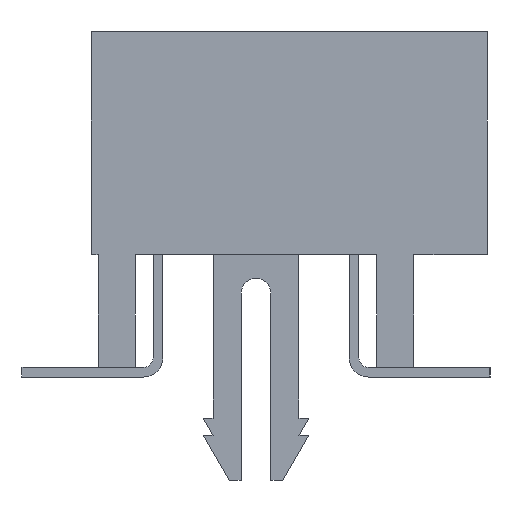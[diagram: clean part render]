
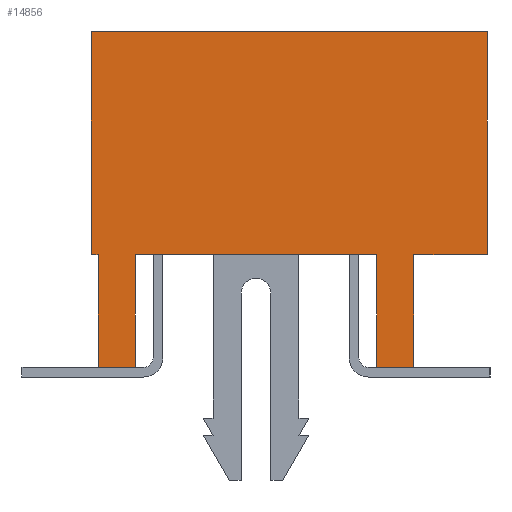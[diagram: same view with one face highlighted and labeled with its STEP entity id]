
A CAD part, left-side view. The second image highlights one B-rep face of the part: STEP entity #14856.
In plain terms, the highlighted planar face has unit normal (-1, 0, 0).
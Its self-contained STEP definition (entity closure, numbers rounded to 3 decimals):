
#824=FACE_OUTER_BOUND('',#1717,.T.);
#1717=EDGE_LOOP('',(#12048,#12049,#12050,#12051,#12052,#12053,#12054,#12055,
#12056,#12057,#12058,#12059));
#2985=LINE('',#21933,#4970);
#3117=LINE('',#22198,#5102);
#3134=LINE('',#22232,#5119);
#3222=LINE('',#22409,#5207);
#3319=LINE('',#22599,#5304);
#3358=LINE('',#22677,#5343);
#3359=LINE('',#22679,#5344);
#3360=LINE('',#22680,#5345);
#3361=LINE('',#22682,#5346);
#3362=LINE('',#22683,#5347);
#3363=LINE('',#22684,#5348);
#3364=LINE('',#22685,#5349);
#4970=VECTOR('',#17973,1000.);
#5102=VECTOR('',#18107,1000.);
#5119=VECTOR('',#18126,1000.);
#5207=VECTOR('',#18216,1000.);
#5304=VECTOR('',#18477,1000.);
#5343=VECTOR('',#18518,1000.);
#5344=VECTOR('',#18519,1000.);
#5345=VECTOR('',#18520,1000.);
#5346=VECTOR('',#18521,1000.);
#5347=VECTOR('',#18522,1000.);
#5348=VECTOR('',#18523,1000.);
#5349=VECTOR('',#18524,1000.);
#6673=VERTEX_POINT('',#21931);
#6674=VERTEX_POINT('',#21932);
#6805=VERTEX_POINT('',#22195);
#6806=VERTEX_POINT('',#22197);
#6821=VERTEX_POINT('',#22229);
#6822=VERTEX_POINT('',#22231);
#6909=VERTEX_POINT('',#22406);
#6910=VERTEX_POINT('',#22408);
#6921=VERTEX_POINT('',#22597);
#6959=VERTEX_POINT('',#22676);
#6960=VERTEX_POINT('',#22678);
#6961=VERTEX_POINT('',#22681);
#8377=EDGE_CURVE('',#6673,#6674,#2985,.T.);
#8509=EDGE_CURVE('',#6806,#6805,#3117,.T.);
#8526=EDGE_CURVE('',#6821,#6822,#3134,.T.);
#8614=EDGE_CURVE('',#6910,#6909,#3222,.T.);
#8711=EDGE_CURVE('',#6921,#6909,#3319,.T.);
#8750=EDGE_CURVE('',#6822,#6959,#3358,.T.);
#8751=EDGE_CURVE('',#6960,#6821,#3359,.T.);
#8752=EDGE_CURVE('',#6806,#6960,#3360,.T.);
#8753=EDGE_CURVE('',#6805,#6961,#3361,.T.);
#8754=EDGE_CURVE('',#6961,#6673,#3362,.T.);
#8755=EDGE_CURVE('',#6674,#6910,#3363,.T.);
#8756=EDGE_CURVE('',#6959,#6921,#3364,.T.);
#12048=ORIENTED_EDGE('',*,*,#8750,.F.);
#12049=ORIENTED_EDGE('',*,*,#8526,.F.);
#12050=ORIENTED_EDGE('',*,*,#8751,.F.);
#12051=ORIENTED_EDGE('',*,*,#8752,.F.);
#12052=ORIENTED_EDGE('',*,*,#8509,.T.);
#12053=ORIENTED_EDGE('',*,*,#8753,.T.);
#12054=ORIENTED_EDGE('',*,*,#8754,.T.);
#12055=ORIENTED_EDGE('',*,*,#8377,.T.);
#12056=ORIENTED_EDGE('',*,*,#8755,.T.);
#12057=ORIENTED_EDGE('',*,*,#8614,.T.);
#12058=ORIENTED_EDGE('',*,*,#8711,.F.);
#12059=ORIENTED_EDGE('',*,*,#8756,.F.);
#14061=PLANE('',#15763);
#14856=ADVANCED_FACE('',(#824),#14061,.F.);
#15763=AXIS2_PLACEMENT_3D('',#22675,#18516,#18517);
#17973=DIRECTION('',(0.,-1.,0.));
#18107=DIRECTION('',(0.,0.,-1.));
#18126=DIRECTION('',(0.,-1.,0.));
#18216=DIRECTION('',(0.,-1.,0.));
#18477=DIRECTION('',(0.,0.,-1.));
#18516=DIRECTION('center_axis',(1.,0.,0.));
#18517=DIRECTION('ref_axis',(0.,1.,0.));
#18518=DIRECTION('',(0.,0.,-1.));
#18519=DIRECTION('',(0.,0.,1.));
#18520=DIRECTION('',(0.,1.,0.));
#18521=DIRECTION('',(0.,-1.,0.));
#18522=DIRECTION('',(0.,0.,1.));
#18523=DIRECTION('',(0.,0.,-1.));
#18524=DIRECTION('',(0.,1.,0.));
#21931=CARTESIAN_POINT('',(-10.175,1.625,1.65));
#21932=CARTESIAN_POINT('',(-10.175,-1.625,1.65));
#21933=CARTESIAN_POINT('',(-10.175,1.625,1.65));
#22195=CARTESIAN_POINT('',(-10.175,2.125,0.13));
#22197=CARTESIAN_POINT('',(-10.175,2.125,1.65));
#22198=CARTESIAN_POINT('',(-10.175,2.125,4.65));
#22229=CARTESIAN_POINT('',(-10.175,2.215,4.65));
#22231=CARTESIAN_POINT('',(-10.175,-3.115,4.65));
#22232=CARTESIAN_POINT('',(-10.175,2.125,4.65));
#22406=CARTESIAN_POINT('',(-10.175,-2.125,0.13));
#22408=CARTESIAN_POINT('',(-10.175,-1.625,0.13));
#22409=CARTESIAN_POINT('',(-10.175,2.125,0.13));
#22597=CARTESIAN_POINT('',(-10.175,-2.125,1.65));
#22599=CARTESIAN_POINT('',(-10.175,-2.125,4.65));
#22675=CARTESIAN_POINT('Origin',(-10.175,2.125,4.65));
#22676=CARTESIAN_POINT('',(-10.175,-3.115,1.65));
#22677=CARTESIAN_POINT('',(-10.175,-3.115,4.65));
#22678=CARTESIAN_POINT('',(-10.175,2.215,1.65));
#22679=CARTESIAN_POINT('',(-10.175,2.215,1.65));
#22680=CARTESIAN_POINT('',(-10.175,2.115,1.65));
#22681=CARTESIAN_POINT('',(-10.175,1.625,0.13));
#22682=CARTESIAN_POINT('',(-10.175,2.125,0.13));
#22683=CARTESIAN_POINT('',(-10.175,1.625,0.13));
#22684=CARTESIAN_POINT('',(-10.175,-1.625,1.65));
#22685=CARTESIAN_POINT('',(-10.175,-3.115,1.65));
